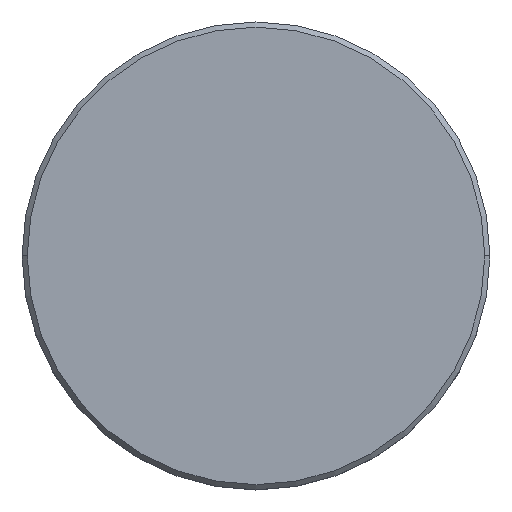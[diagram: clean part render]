
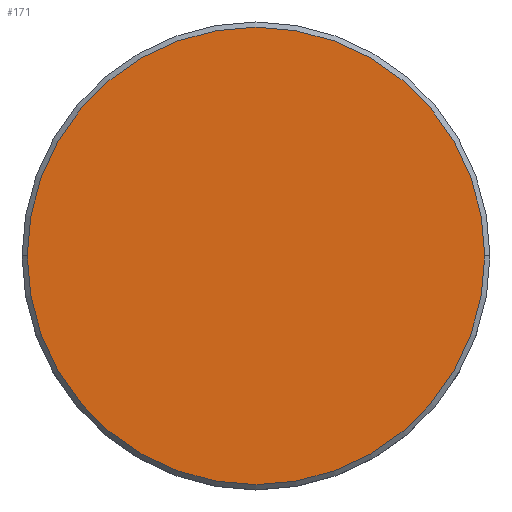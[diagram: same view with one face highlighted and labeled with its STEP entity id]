
A CAD part, top view. The second image highlights one B-rep face of the part: STEP entity #171.
In plain terms, the highlighted planar face has unit normal (0, 0, 1).
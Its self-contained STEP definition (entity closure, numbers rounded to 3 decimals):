
#38 = DIRECTION ( 'NONE',  ( 1., 0., 0. ) ) ;
#171 = ADVANCED_FACE ( 'NONE', ( #665 ), #870, .T. ) ;
#172 = ORIENTED_EDGE ( 'NONE', *, *, #265, .T. ) ;
#212 = CARTESIAN_POINT ( 'NONE',  ( 22., 0., 0. ) ) ;
#254 = VERTEX_POINT ( 'NONE', #615 ) ;
#265 = EDGE_CURVE ( 'NONE', #573, #254, #645, .T. ) ;
#286 = EDGE_CURVE ( 'NONE', #254, #573, #932, .T. ) ;
#303 = AXIS2_PLACEMENT_3D ( 'NONE', #878, #1051, #1153 ) ;
#371 = EDGE_LOOP ( 'NONE', ( #738, #172 ) ) ;
#573 = VERTEX_POINT ( 'NONE', #212 ) ;
#615 = CARTESIAN_POINT ( 'NONE',  ( -22., 0., 0. ) ) ;
#645 = CIRCLE ( 'NONE', #828, 22. ) ;
#665 = FACE_OUTER_BOUND ( 'NONE', #371, .T. ) ;
#685 = DIRECTION ( 'NONE',  ( 0., 0., 1. ) ) ;
#738 = ORIENTED_EDGE ( 'NONE', *, *, #286, .T. ) ;
#767 = CARTESIAN_POINT ( 'NONE',  ( 0., 0., 0. ) ) ;
#777 = CARTESIAN_POINT ( 'NONE',  ( 0., 0., 0. ) ) ;
#828 = AXIS2_PLACEMENT_3D ( 'NONE', #777, #1134, #978 ) ;
#862 = AXIS2_PLACEMENT_3D ( 'NONE', #767, #685, #38 ) ;
#870 = PLANE ( 'NONE',  #862 ) ;
#878 = CARTESIAN_POINT ( 'NONE',  ( 0., 0., 0. ) ) ;
#932 = CIRCLE ( 'NONE', #303, 22. ) ;
#978 = DIRECTION ( 'NONE',  ( 1., 0., 0. ) ) ;
#1051 = DIRECTION ( 'NONE',  ( 0., 0., 1. ) ) ;
#1134 = DIRECTION ( 'NONE',  ( 0., 0., 1. ) ) ;
#1153 = DIRECTION ( 'NONE',  ( 1., 0., 0. ) ) ;
